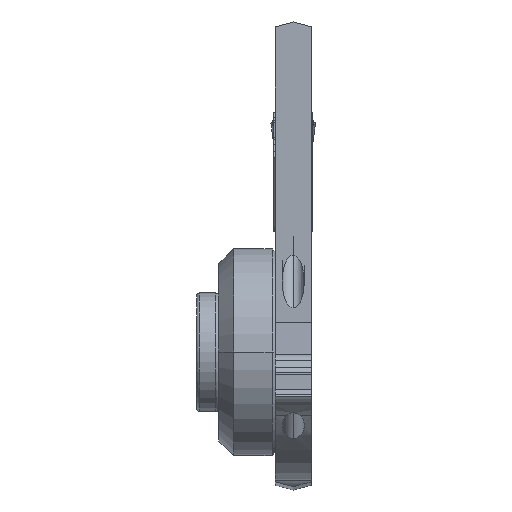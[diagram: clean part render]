
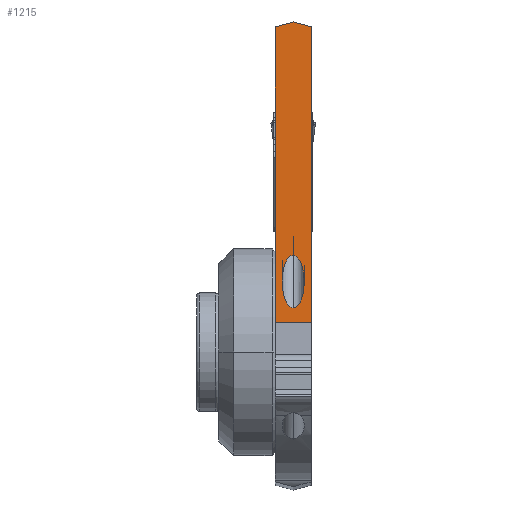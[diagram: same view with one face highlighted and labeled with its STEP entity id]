
A CAD part, top view. The second image highlights one B-rep face of the part: STEP entity #1215.
In plain terms, the highlighted planar face has unit normal (0, 0, 1).
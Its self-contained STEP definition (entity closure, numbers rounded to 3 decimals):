
#52=FACE_BOUND('',#1599,.T.);
#53=FACE_BOUND('',#1600,.T.);
#1215=ADVANCED_FACE('',(#52,#53),#1317,.T.);
#1317=PLANE('',#4564);
#1599=EDGE_LOOP('',(#2311,#2312,#2313,#2314,#2315));
#1600=EDGE_LOOP('',(#2316,#2317));
#1662=ELLIPSE('',#4562,1.775,0.75);
#1663=ELLIPSE('',#4563,1.775,0.75);
#2311=ORIENTED_EDGE('',*,*,#3137,.F.);
#2312=ORIENTED_EDGE('',*,*,#3138,.F.);
#2313=ORIENTED_EDGE('',*,*,#3019,.T.);
#2314=ORIENTED_EDGE('',*,*,#3136,.T.);
#2315=ORIENTED_EDGE('',*,*,#3048,.T.);
#2316=ORIENTED_EDGE('',*,*,#3139,.F.);
#2317=ORIENTED_EDGE('',*,*,#3140,.F.);
#2675=VERTEX_POINT('',#6696);
#2676=VERTEX_POINT('',#6698);
#2702=VERTEX_POINT('',#6754);
#2703=VERTEX_POINT('',#6756);
#2745=VERTEX_POINT('',#7034);
#2746=VERTEX_POINT('',#7037);
#2747=VERTEX_POINT('',#7038);
#3019=EDGE_CURVE('',#2676,#2675,#3710,.T.);
#3048=EDGE_CURVE('',#2703,#2702,#3725,.T.);
#3136=EDGE_CURVE('',#2675,#2703,#3783,.T.);
#3137=EDGE_CURVE('',#2745,#2702,#3784,.T.);
#3138=EDGE_CURVE('',#2676,#2745,#3785,.T.);
#3139=EDGE_CURVE('',#2746,#2747,#1662,.T.);
#3140=EDGE_CURVE('',#2747,#2746,#1663,.T.);
#3710=LINE('',#6697,#3969);
#3725=LINE('',#6755,#3984);
#3783=LINE('',#7031,#4042);
#3784=LINE('',#7033,#4043);
#3785=LINE('',#7035,#4044);
#3969=VECTOR('',#5039,1.);
#3984=VECTOR('',#5086,1.);
#4042=VECTOR('',#5276,1.);
#4043=VECTOR('',#5279,1.);
#4044=VECTOR('',#5280,1.);
#4562=AXIS2_PLACEMENT_3D('',#7036,#5281,#5282);
#4563=AXIS2_PLACEMENT_3D('',#7039,#5283,#5284);
#4564=AXIS2_PLACEMENT_3D('',#7040,#5285,#5286);
#5039=DIRECTION('',(0.,-1.,0.));
#5086=DIRECTION('',(0.,1.,0.));
#5276=DIRECTION('',(1.,0.,0.));
#5279=DIRECTION('',(0.966,-0.259,0.));
#5280=DIRECTION('',(0.966,0.259,0.));
#5281=DIRECTION('',(0.,0.,1.));
#5282=DIRECTION('',(0.,1.,0.));
#5283=DIRECTION('',(0.,0.,1.));
#5284=DIRECTION('',(0.,1.,0.));
#5285=DIRECTION('',(0.,0.,1.));
#5286=DIRECTION('',(0.,-1.,0.));
#6696=CARTESIAN_POINT('',(-2.45,11.376,0.));
#6697=CARTESIAN_POINT('',(-2.45,31.342,0.));
#6698=CARTESIAN_POINT('',(-2.45,31.342,0.));
#6754=CARTESIAN_POINT('',(0.,31.342,0.));
#6755=CARTESIAN_POINT('',(0.,11.376,0.));
#6756=CARTESIAN_POINT('',(0.,11.376,0.));
#7031=CARTESIAN_POINT('',(-2.45,11.376,0.));
#7033=CARTESIAN_POINT('',(-1.225,31.67,0.));
#7034=CARTESIAN_POINT('',(-1.225,31.67,0.));
#7035=CARTESIAN_POINT('',(-2.45,31.342,0.));
#7036=CARTESIAN_POINT('',(-1.225,14.136,0.));
#7037=CARTESIAN_POINT('',(-1.225,15.911,0.));
#7038=CARTESIAN_POINT('',(-1.225,12.361,0.));
#7039=CARTESIAN_POINT('',(-1.225,14.136,0.));
#7040=CARTESIAN_POINT('',(-1.225,21.523,0.));
